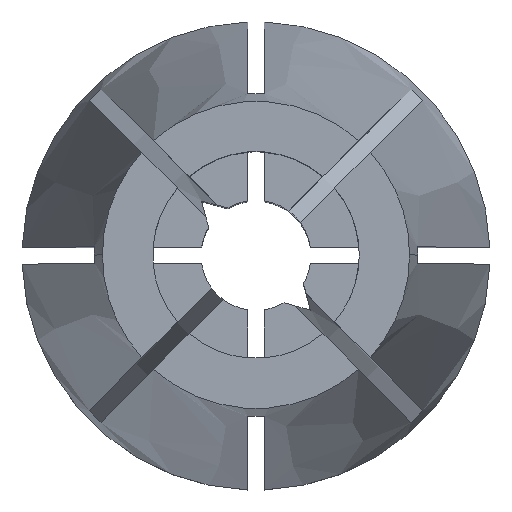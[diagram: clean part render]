
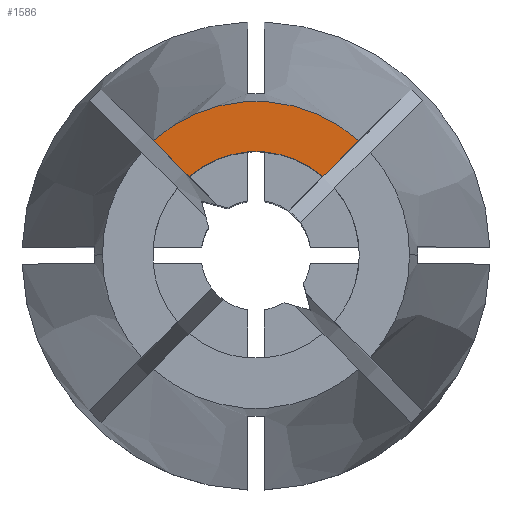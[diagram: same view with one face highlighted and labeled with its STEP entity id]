
A CAD part, top view. The second image highlights one B-rep face of the part: STEP entity #1586.
In plain terms, the highlighted planar face has unit normal (0, 0, 1).
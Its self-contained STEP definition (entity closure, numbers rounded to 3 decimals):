
#54 = DIRECTION ( 'NONE',  ( 0., 0., 1. ) ) ;
#78 = ORIENTED_EDGE ( 'NONE', *, *, #2720, .F. ) ;
#194 = VECTOR ( 'NONE', #2388, 1000. ) ;
#266 = AXIS2_PLACEMENT_3D ( 'NONE', #1724, #1969, #650 ) ;
#314 = CIRCLE ( 'NONE', #923, 3.75 ) ;
#471 = EDGE_CURVE ( 'NONE', #1725, #2634, #576, .T. ) ;
#576 = LINE ( 'NONE', #1833, #1661 ) ;
#583 = CARTESIAN_POINT ( 'NONE',  ( -2.431, 2.855, 0. ) ) ;
#595 = EDGE_LOOP ( 'NONE', ( #78, #897, #2346, #1583 ) ) ;
#650 = DIRECTION ( 'NONE',  ( -1., 0., 0. ) ) ;
#847 = CARTESIAN_POINT ( 'NONE',  ( 0.212, 0.212, 0. ) ) ;
#897 = ORIENTED_EDGE ( 'NONE', *, *, #471, .T. ) ;
#912 = DIRECTION ( 'NONE',  ( 0., 0., 1. ) ) ;
#923 = AXIS2_PLACEMENT_3D ( 'NONE', #1367, #54, #1576 ) ;
#926 = CIRCLE ( 'NONE', #2472, 5.577 ) ;
#1004 = VERTEX_POINT ( 'NONE', #583 ) ;
#1073 = DIRECTION ( 'NONE',  ( 0.707, 0.707, 0. ) ) ;
#1150 = CARTESIAN_POINT ( 'NONE',  ( 2.431, 2.855, 0. ) ) ;
#1367 = CARTESIAN_POINT ( 'NONE',  ( 0., 0., 0. ) ) ;
#1424 = FACE_OUTER_BOUND ( 'NONE', #595, .T. ) ;
#1527 = PLANE ( 'NONE',  #266 ) ;
#1576 = DIRECTION ( 'NONE',  ( 1., 0., 0. ) ) ;
#1582 = CARTESIAN_POINT ( 'NONE',  ( 3.726, 4.15, 0. ) ) ;
#1583 = ORIENTED_EDGE ( 'NONE', *, *, #2461, .T. ) ;
#1586 = ADVANCED_FACE ( 'NONE', ( #1424 ), #1527, .F. ) ;
#1661 = VECTOR ( 'NONE', #1073, 1000. ) ;
#1724 = CARTESIAN_POINT ( 'NONE',  ( 0., 0., 0. ) ) ;
#1725 = VERTEX_POINT ( 'NONE', #1150 ) ;
#1833 = CARTESIAN_POINT ( 'NONE',  ( -0.212, 0.212, 0. ) ) ;
#1877 = EDGE_CURVE ( 'NONE', #2634, #2533, #926, .T. ) ;
#1938 = LINE ( 'NONE', #847, #194 ) ;
#1969 = DIRECTION ( 'NONE',  ( 0., 0., -1. ) ) ;
#2221 = CARTESIAN_POINT ( 'NONE',  ( 0., 0., 0. ) ) ;
#2346 = ORIENTED_EDGE ( 'NONE', *, *, #1877, .T. ) ;
#2388 = DIRECTION ( 'NONE',  ( 0.707, -0.707, 0. ) ) ;
#2407 = CARTESIAN_POINT ( 'NONE',  ( -3.726, 4.15, 0. ) ) ;
#2455 = DIRECTION ( 'NONE',  ( 1., 0., 0. ) ) ;
#2461 = EDGE_CURVE ( 'NONE', #2533, #1004, #1938, .T. ) ;
#2472 = AXIS2_PLACEMENT_3D ( 'NONE', #2221, #912, #2455 ) ;
#2533 = VERTEX_POINT ( 'NONE', #2407 ) ;
#2634 = VERTEX_POINT ( 'NONE', #1582 ) ;
#2720 = EDGE_CURVE ( 'NONE', #1725, #1004, #314, .T. ) ;
